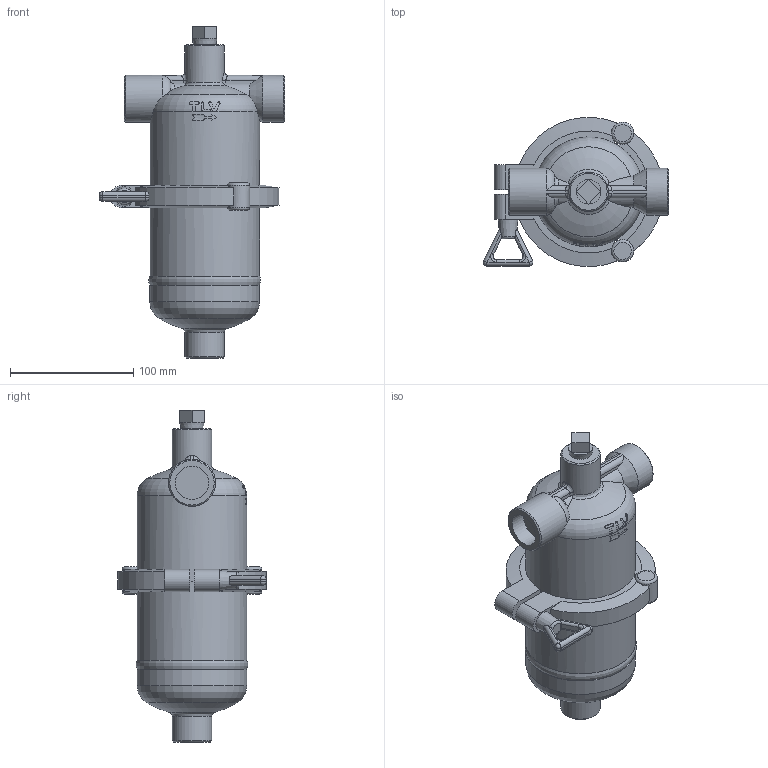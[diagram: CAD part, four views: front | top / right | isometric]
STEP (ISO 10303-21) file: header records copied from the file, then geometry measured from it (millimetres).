
FILE_DESCRIPTION((''),'2;1');
FILE_NAME('sf100-020-sw000-00.stp','2010-07-16T13:12:11',('nakaot'),(''),'Autodesk Inventor 2008','Autodesk Inventor 2008','');
FILE_SCHEMA(('AUTOMOTIVE_DESIGN { 1 0 10303 214 1 1 1 1 }'));
Length unit declared in the file: millimetre
Products named in the file (1): sf100-020-sw000-00
Bounding box: 150.43 x 120.62 x 269 mm (x, y, z)
Volume: 1353562.6 mm3; surface area: 97625.4 mm2
Topology: 1 solids, 1 shells, 199 faces, 510 edges, 308 vertices
Faces by surface type: plane 77, cylinder 58, bspline 27, torus 16, cone 14, sphere 7
Full cylindrical faces by diameter (mm): 27.05 x1, 32 x2, 38 x2, 80 x1, 89 x3
Entity records: 7940 total; most frequent: CARTESIAN_POINT 3514, ORIENTED_EDGE 930, DIRECTION 870, EDGE_CURVE 465, AXIS2_PLACEMENT_3D 352, VERTEX_POINT 296, EDGE_LOOP 239, FACE_OUTER_BOUND 199
